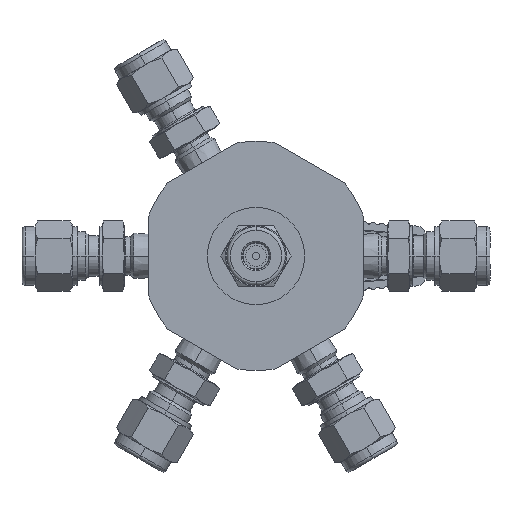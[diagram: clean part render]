
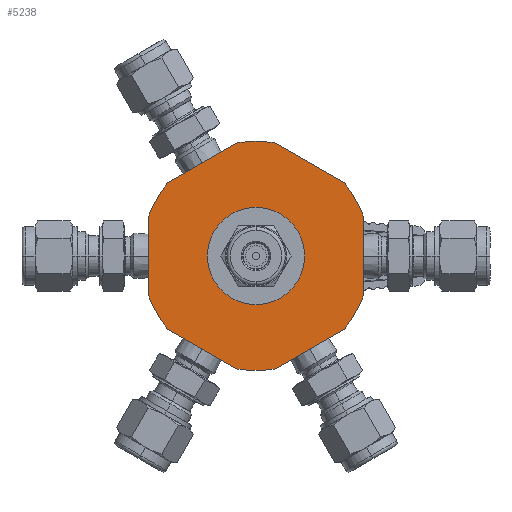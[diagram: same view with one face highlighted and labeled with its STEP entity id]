
A CAD part, front view. The second image highlights one B-rep face of the part: STEP entity #5238.
In plain terms, the highlighted planar face has unit normal (0, -1, 0).
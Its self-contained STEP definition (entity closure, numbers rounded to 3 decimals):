
#3764 = EDGE_CURVE('',#3765,#3767,#3769,.T.);
#3765 = VERTEX_POINT('',#3766);
#3766 = CARTESIAN_POINT('',(2199.09,1981.025,
    26.028));
#3767 = VERTEX_POINT('',#3768);
#3768 = CARTESIAN_POINT('',(2203.509,1981.025,
    26.4));
#3769 = CIRCLE('',#3770,26.4);
#3770 = AXIS2_PLACEMENT_3D('',#3771,#3772,#3773);
#3771 = CARTESIAN_POINT('',(2203.509,1981.025,
    0.));
#3772 = DIRECTION('',(0.,1.,0.));
#3773 = DIRECTION('',(-0.167,0.,0.986)
  );
#3818 = VERTEX_POINT('',#3819);
#3819 = CARTESIAN_POINT('',(2203.509,1981.025,
    -11.2));
#3825 = EDGE_CURVE('',#3818,#3826,#3828,.T.);
#3826 = VERTEX_POINT('',#3827);
#3827 = CARTESIAN_POINT('',(2203.509,1981.025,
    11.2));
#3828 = CIRCLE('',#3829,11.2);
#3829 = AXIS2_PLACEMENT_3D('',#3830,#3831,#3832);
#3830 = CARTESIAN_POINT('',(2203.509,1981.025,
    0.));
#3831 = DIRECTION('',(0.,-1.,0.));
#3832 = DIRECTION('',(0.,0.,-1.));
#5227 = EDGE_CURVE('',#3826,#3818,#5228,.T.);
#5228 = CIRCLE('',#5229,11.2);
#5229 = AXIS2_PLACEMENT_3D('',#5230,#5231,#5232);
#5230 = CARTESIAN_POINT('',(2203.509,1981.025,
    0.));
#5231 = DIRECTION('',(0.,-1.,0.));
#5232 = DIRECTION('',(0.,0.,1.));
#5238 = ADVANCED_FACE('',(#5239,#5342),#5346,.T.);
#5239 = FACE_BOUND('',#5240,.T.);
#5240 = EDGE_LOOP('',(#5241,#5252,#5260,#5269,#5277,#5286,#5294,#5301,
    #5302,#5310,#5319,#5327,#5336));
#5241 = ORIENTED_EDGE('',*,*,#5242,.T.);
#5242 = EDGE_CURVE('',#5243,#5245,#5247,.T.);
#5243 = VERTEX_POINT('',#5244);
#5244 = CARTESIAN_POINT('',(2199.09,1981.025,
    -26.028));
#5245 = VERTEX_POINT('',#5246);
#5246 = CARTESIAN_POINT('',(2207.928,1981.025,
    -26.028));
#5247 = CIRCLE('',#5248,26.4);
#5248 = AXIS2_PLACEMENT_3D('',#5249,#5250,#5251);
#5249 = CARTESIAN_POINT('',(2203.509,1981.025,
    0.));
#5250 = DIRECTION('',(0.,-1.,0.));
#5251 = DIRECTION('',(-0.167,0.,-0.986)
  );
#5252 = ORIENTED_EDGE('',*,*,#5253,.T.);
#5253 = EDGE_CURVE('',#5245,#5254,#5256,.T.);
#5254 = VERTEX_POINT('',#5255);
#5255 = CARTESIAN_POINT('',(2223.84,1981.025,
    -16.841));
#5256 = LINE('',#5257,#5258);
#5257 = CARTESIAN_POINT('',(2207.928,1981.025,
    -26.028));
#5258 = VECTOR('',#5259,1.);
#5259 = DIRECTION('',(0.866,0.,0.5));
#5260 = ORIENTED_EDGE('',*,*,#5261,.T.);
#5261 = EDGE_CURVE('',#5254,#5262,#5264,.T.);
#5262 = VERTEX_POINT('',#5263);
#5263 = CARTESIAN_POINT('',(2228.259,1981.025,
    -9.187));
#5264 = CIRCLE('',#5265,26.4);
#5265 = AXIS2_PLACEMENT_3D('',#5266,#5267,#5268);
#5266 = CARTESIAN_POINT('',(2203.509,1981.025,
    0.));
#5267 = DIRECTION('',(0.,-1.,0.));
#5268 = DIRECTION('',(0.77,0.,-0.638));
#5269 = ORIENTED_EDGE('',*,*,#5270,.T.);
#5270 = EDGE_CURVE('',#5262,#5271,#5273,.T.);
#5271 = VERTEX_POINT('',#5272);
#5272 = CARTESIAN_POINT('',(2228.259,1981.025,
    9.187));
#5273 = LINE('',#5274,#5275);
#5274 = CARTESIAN_POINT('',(2228.259,1981.025,
    -9.187));
#5275 = VECTOR('',#5276,1.);
#5276 = DIRECTION('',(0.,0.,1.));
#5277 = ORIENTED_EDGE('',*,*,#5278,.T.);
#5278 = EDGE_CURVE('',#5271,#5279,#5281,.T.);
#5279 = VERTEX_POINT('',#5280);
#5280 = CARTESIAN_POINT('',(2223.84,1981.025,
    16.841));
#5281 = CIRCLE('',#5282,26.4);
#5282 = AXIS2_PLACEMENT_3D('',#5283,#5284,#5285);
#5283 = CARTESIAN_POINT('',(2203.509,1981.025,
    0.));
#5284 = DIRECTION('',(0.,-1.,0.));
#5285 = DIRECTION('',(0.938,0.,0.348)
  );
#5286 = ORIENTED_EDGE('',*,*,#5287,.T.);
#5287 = EDGE_CURVE('',#5279,#5288,#5290,.T.);
#5288 = VERTEX_POINT('',#5289);
#5289 = CARTESIAN_POINT('',(2207.928,1981.025,
    26.028));
#5290 = LINE('',#5291,#5292);
#5291 = CARTESIAN_POINT('',(2223.84,1981.025,
    16.841));
#5292 = VECTOR('',#5293,1.);
#5293 = DIRECTION('',(-0.866,0.,0.5));
#5294 = ORIENTED_EDGE('',*,*,#5295,.T.);
#5295 = EDGE_CURVE('',#5288,#3767,#5296,.T.);
#5296 = CIRCLE('',#5297,26.4);
#5297 = AXIS2_PLACEMENT_3D('',#5298,#5299,#5300);
#5298 = CARTESIAN_POINT('',(2203.509,1981.025,
    0.));
#5299 = DIRECTION('',(0.,-1.,0.));
#5300 = DIRECTION('',(0.167,0.,0.986)
  );
#5301 = ORIENTED_EDGE('',*,*,#3764,.F.);
#5302 = ORIENTED_EDGE('',*,*,#5303,.T.);
#5303 = EDGE_CURVE('',#3765,#5304,#5306,.T.);
#5304 = VERTEX_POINT('',#5305);
#5305 = CARTESIAN_POINT('',(2183.178,1981.025,
    16.841));
#5306 = LINE('',#5307,#5308);
#5307 = CARTESIAN_POINT('',(2199.09,1981.025,
    26.028));
#5308 = VECTOR('',#5309,1.);
#5309 = DIRECTION('',(-0.866,0.,-0.5));
#5310 = ORIENTED_EDGE('',*,*,#5311,.T.);
#5311 = EDGE_CURVE('',#5304,#5312,#5314,.T.);
#5312 = VERTEX_POINT('',#5313);
#5313 = CARTESIAN_POINT('',(2178.759,1981.025,
    9.187));
#5314 = CIRCLE('',#5315,26.4);
#5315 = AXIS2_PLACEMENT_3D('',#5316,#5317,#5318);
#5316 = CARTESIAN_POINT('',(2203.509,1981.025,
    0.));
#5317 = DIRECTION('',(0.,-1.,0.));
#5318 = DIRECTION('',(-0.77,0.,0.638)
  );
#5319 = ORIENTED_EDGE('',*,*,#5320,.T.);
#5320 = EDGE_CURVE('',#5312,#5321,#5323,.T.);
#5321 = VERTEX_POINT('',#5322);
#5322 = CARTESIAN_POINT('',(2178.759,1981.025,
    -9.187));
#5323 = LINE('',#5324,#5325);
#5324 = CARTESIAN_POINT('',(2178.759,1981.025,
    9.187));
#5325 = VECTOR('',#5326,1.);
#5326 = DIRECTION('',(0.,0.,-1.));
#5327 = ORIENTED_EDGE('',*,*,#5328,.T.);
#5328 = EDGE_CURVE('',#5321,#5329,#5331,.T.);
#5329 = VERTEX_POINT('',#5330);
#5330 = CARTESIAN_POINT('',(2183.178,1981.025,
    -16.841));
#5331 = CIRCLE('',#5332,26.4);
#5332 = AXIS2_PLACEMENT_3D('',#5333,#5334,#5335);
#5333 = CARTESIAN_POINT('',(2203.509,1981.025,
    0.));
#5334 = DIRECTION('',(0.,-1.,0.));
#5335 = DIRECTION('',(-0.938,0.,-0.348
    ));
#5336 = ORIENTED_EDGE('',*,*,#5337,.T.);
#5337 = EDGE_CURVE('',#5329,#5243,#5338,.T.);
#5338 = LINE('',#5339,#5340);
#5339 = CARTESIAN_POINT('',(2183.178,1981.025,
    -16.841));
#5340 = VECTOR('',#5341,1.);
#5341 = DIRECTION('',(0.866,0.,-0.5));
#5342 = FACE_BOUND('',#5343,.T.);
#5343 = EDGE_LOOP('',(#5344,#5345));
#5344 = ORIENTED_EDGE('',*,*,#3825,.F.);
#5345 = ORIENTED_EDGE('',*,*,#5227,.F.);
#5346 = PLANE('',#5347);
#5347 = AXIS2_PLACEMENT_3D('',#5348,#5349,#5350);
#5348 = CARTESIAN_POINT('',(0.,1981.025,0.));
#5349 = DIRECTION('',(0.,-1.,0.));
#5350 = DIRECTION('',(0.,0.,-1.));
